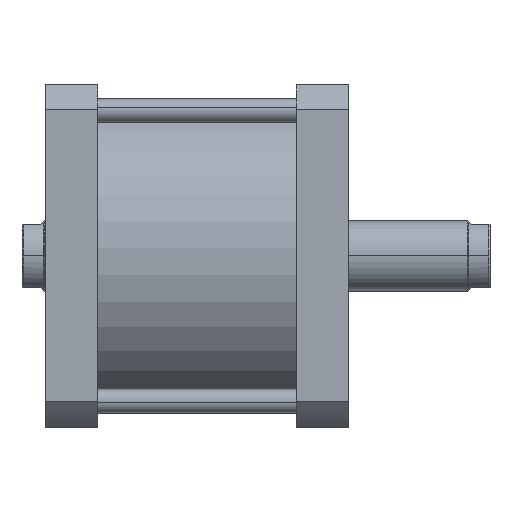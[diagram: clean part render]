
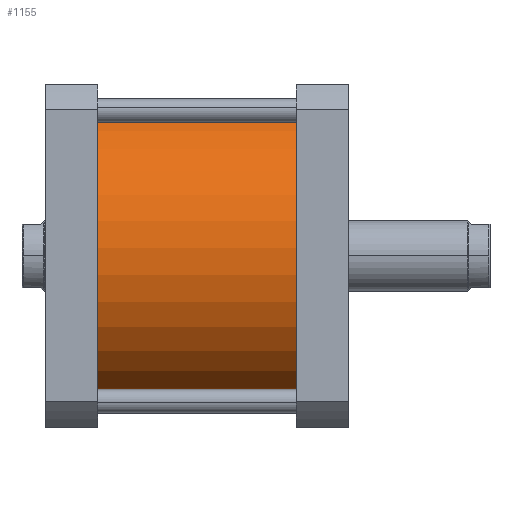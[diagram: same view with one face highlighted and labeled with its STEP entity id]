
A CAD part, top view. The second image highlights one B-rep face of the part: STEP entity #1155.
In plain terms, the highlighted cylindrical face has radius 66.5 mm (diameter 133 mm), a partial arc.
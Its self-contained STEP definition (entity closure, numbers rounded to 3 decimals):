
#88 = VERTEX_POINT ( 'NONE', #431 ) ;
#247 = CARTESIAN_POINT ( 'NONE',  ( 66.5, 0., 0. ) ) ;
#251 = CARTESIAN_POINT ( 'NONE',  ( 66.5, 0., 84. ) ) ;
#359 = VERTEX_POINT ( 'NONE', #251 ) ;
#390 = VERTEX_POINT ( 'NONE', #247 ) ;
#431 = CARTESIAN_POINT ( 'NONE',  ( -66.5, 0., 0. ) ) ;
#506 = CARTESIAN_POINT ( 'NONE',  ( -66.5, 0., 84. ) ) ;
#603 = VERTEX_POINT ( 'NONE', #506 ) ;
#1155 = ADVANCED_FACE ( 'NONE', ( #2983 ), #2986, .T. ) ;
#1589 = DIRECTION ( 'NONE',  ( 1., 0., 0. ) ) ;
#1591 = DIRECTION ( 'NONE',  ( 0., 0., 1. ) ) ;
#1613 = DIRECTION ( 'NONE',  ( 1., 0., 0. ) ) ;
#1616 = DIRECTION ( 'NONE',  ( 0., 0., 1. ) ) ;
#1619 = CARTESIAN_POINT ( 'NONE',  ( 0., 0., 0. ) ) ;
#1621 = CARTESIAN_POINT ( 'NONE',  ( 0., 0., 84. ) ) ;
#1645 = DIRECTION ( 'NONE',  ( 0., 0., -1. ) ) ;
#1658 = DIRECTION ( 'NONE',  ( 0., 0., -1. ) ) ;
#1661 = CARTESIAN_POINT ( 'NONE',  ( 66.5, 0., 84. ) ) ;
#1686 = CARTESIAN_POINT ( 'NONE',  ( -66.5, 0., 84. ) ) ;
#2983 = FACE_OUTER_BOUND ( 'NONE', #4890, .T. ) ;
#2986 = CYLINDRICAL_SURFACE ( 'NONE', #4014, 66.5 ) ;
#3295 = VECTOR ( 'NONE', #1645, 1000. ) ;
#3296 = VECTOR ( 'NONE', #1658, 1000. ) ;
#3299 = LINE ( 'NONE', #1686, #3296 ) ;
#3302 = LINE ( 'NONE', #1661, #3295 ) ;
#3308 = CIRCLE ( 'NONE', #3904, 66.5 ) ;
#3312 = CIRCLE ( 'NONE', #3902, 66.5 ) ;
#3590 = EDGE_CURVE ( 'NONE', #603, #88, #3299, .T. ) ;
#3592 = EDGE_CURVE ( 'NONE', #359, #390, #3302, .T. ) ;
#3596 = EDGE_CURVE ( 'NONE', #603, #359, #3308, .T. ) ;
#3598 = EDGE_CURVE ( 'NONE', #88, #390, #3312, .T. ) ;
#3902 = AXIS2_PLACEMENT_3D ( 'NONE', #1619, #1591, #1589 ) ;
#3904 = AXIS2_PLACEMENT_3D ( 'NONE', #1621, #1616, #1613 ) ;
#4014 = AXIS2_PLACEMENT_3D ( 'NONE', #6062, #6063, #6064 ) ;
#4890 = EDGE_LOOP ( 'NONE', ( #5204, #4951, #5221, #5052 ) ) ;
#4951 = ORIENTED_EDGE ( 'NONE', *, *, #3596, .F. ) ;
#5052 = ORIENTED_EDGE ( 'NONE', *, *, #3598, .T. ) ;
#5204 = ORIENTED_EDGE ( 'NONE', *, *, #3592, .F. ) ;
#5221 = ORIENTED_EDGE ( 'NONE', *, *, #3590, .T. ) ;
#6062 = CARTESIAN_POINT ( 'NONE',  ( 0., 0., 84. ) ) ;
#6063 = DIRECTION ( 'NONE',  ( 0., 0., -1. ) ) ;
#6064 = DIRECTION ( 'NONE',  ( -1., 0., 0. ) ) ;
